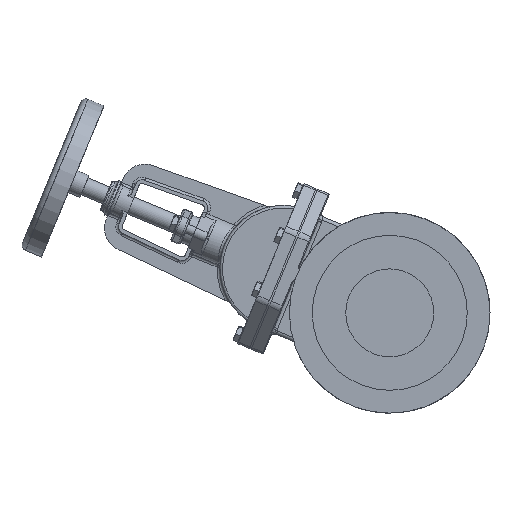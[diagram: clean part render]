
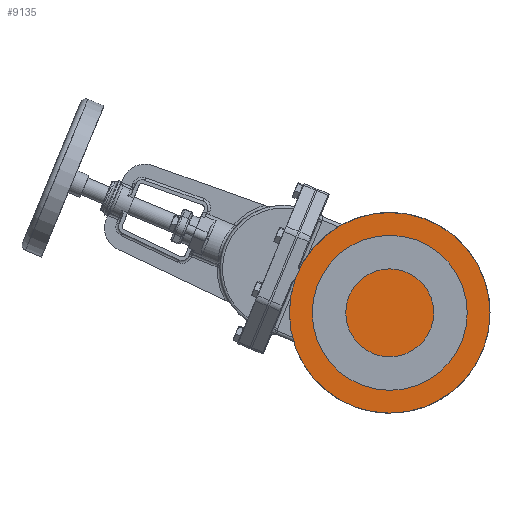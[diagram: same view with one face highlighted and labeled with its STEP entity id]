
A CAD part, front view. The second image highlights one B-rep face of the part: STEP entity #9135.
In plain terms, the highlighted planar face has unit normal (0, -1, 0).
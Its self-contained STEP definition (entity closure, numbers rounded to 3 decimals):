
#623 = ORIENTED_EDGE ( 'NONE', *, *, #57021, .F. ) ;
#3752 = CARTESIAN_POINT ( 'NONE',  ( 132.977, -22.337, 4.766 ) ) ;
#8811 = FACE_OUTER_BOUND ( 'NONE', #30800, .T. ) ;
#9135 = ADVANCED_FACE ( 'NONE', ( #8811 ), #18489, .F. ) ;
#18489 = PLANE ( 'NONE',  #48300 ) ;
#27337 = DIRECTION ( 'NONE',  ( 0., 0., 1. ) ) ;
#27878 = DIRECTION ( 'NONE',  ( 0., 1., 0. ) ) ;
#28595 = CARTESIAN_POINT ( 'NONE',  ( 54.477, -22.337, 114.766 ) ) ;
#29491 = VERTEX_POINT ( 'NONE', #28595 ) ;
#30800 = EDGE_LOOP ( 'NONE', ( #623 ) ) ;
#31997 = CARTESIAN_POINT ( 'NONE',  ( 54.477, -22.337, 4.766 ) ) ;
#36731 = CIRCLE ( 'NONE', #50608, 110. ) ;
#37226 = DIRECTION ( 'NONE',  ( 0., 0., 1. ) ) ;
#46886 = DIRECTION ( 'NONE',  ( 0., 1., 0. ) ) ;
#48300 = AXIS2_PLACEMENT_3D ( 'NONE', #3752, #27878, #37226 ) ;
#50608 = AXIS2_PLACEMENT_3D ( 'NONE', #31997, #46886, #27337 ) ;
#57021 = EDGE_CURVE ( 'NONE', #29491, #29491, #36731, .T. ) ;
